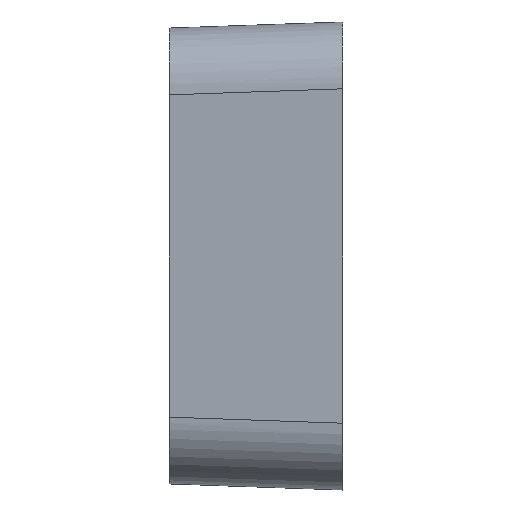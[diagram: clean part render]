
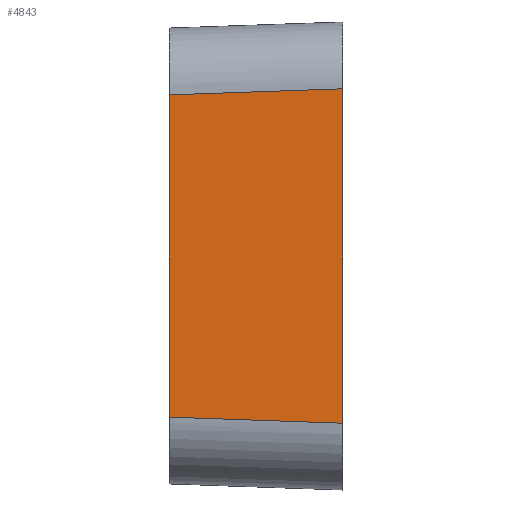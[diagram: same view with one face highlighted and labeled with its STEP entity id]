
A CAD part, left-side view. The second image highlights one B-rep face of the part: STEP entity #4843.
In plain terms, the highlighted planar face has unit normal (-0.999, 0.035, 0).
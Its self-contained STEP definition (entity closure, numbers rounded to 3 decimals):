
#137 = EDGE_CURVE ( 'NONE', #3802, #5693, #14259, .T. ) ;
#430 = EDGE_CURVE ( 'NONE', #5503, #3959, #6015, .T. ) ;
#689 = VECTOR ( 'NONE', #6396, 1000. ) ;
#697 = VECTOR ( 'NONE', #16868, 1000. ) ;
#797 = DIRECTION ( 'NONE',  ( -0.999, 0.035, 0. ) ) ;
#1671 = CARTESIAN_POINT ( 'NONE',  ( -250.04, -130., -125.07 ) ) ;
#2238 = ORIENTED_EDGE ( 'NONE', *, *, #6084, .F. ) ;
#2480 = CARTESIAN_POINT ( 'NONE',  ( -245.5, 0., 170.5 ) ) ;
#3253 = LINE ( 'NONE', #17007, #7702 ) ;
#3482 = CARTESIAN_POINT ( 'NONE',  ( -245.5, 0., 170.5 ) ) ;
#3802 = VERTEX_POINT ( 'NONE', #7698 ) ;
#3959 = VERTEX_POINT ( 'NONE', #10315 ) ;
#4737 = LINE ( 'NONE', #2480, #689 ) ;
#4843 = ADVANCED_FACE ( 'NONE', ( #14667 ), #8878, .T. ) ;
#5503 = VERTEX_POINT ( 'NONE', #8074 ) ;
#5693 = VERTEX_POINT ( 'NONE', #1671 ) ;
#6015 = LINE ( 'NONE', #7466, #697 ) ;
#6084 = EDGE_CURVE ( 'NONE', #5503, #5693, #3253, .T. ) ;
#6396 = DIRECTION ( 'NONE',  ( 0., 0., 1. ) ) ;
#6740 = EDGE_CURVE ( 'NONE', #3802, #3959, #4737, .T. ) ;
#7442 = DIRECTION ( 'NONE',  ( 0., 0., -1. ) ) ;
#7466 = CARTESIAN_POINT ( 'NONE',  ( -245.561, -1.741, 120.591 ) ) ;
#7698 = CARTESIAN_POINT ( 'NONE',  ( -245.5, 0., -120.53 ) ) ;
#7702 = VECTOR ( 'NONE', #7442, 1000. ) ;
#8074 = CARTESIAN_POINT ( 'NONE',  ( -250.04, -130., 125.07 ) ) ;
#8480 = ORIENTED_EDGE ( 'NONE', *, *, #430, .T. ) ;
#8638 = EDGE_LOOP ( 'NONE', ( #2238, #8480, #11563, #10280 ) ) ;
#8651 = DIRECTION ( 'NONE',  ( -0.035, -0.999, -0.035 ) ) ;
#8878 = PLANE ( 'NONE',  #12956 ) ;
#10280 = ORIENTED_EDGE ( 'NONE', *, *, #137, .T. ) ;
#10315 = CARTESIAN_POINT ( 'NONE',  ( -245.5, 0., 120.53 ) ) ;
#11563 = ORIENTED_EDGE ( 'NONE', *, *, #6740, .F. ) ;
#12956 = AXIS2_PLACEMENT_3D ( 'NONE', #3482, #797, #14191 ) ;
#14191 = DIRECTION ( 'NONE',  ( -0.035, -0.999, 0. ) ) ;
#14259 = LINE ( 'NONE', #16556, #15315 ) ;
#14667 = FACE_OUTER_BOUND ( 'NONE', #8638, .T. ) ;
#15315 = VECTOR ( 'NONE', #8651, 1000. ) ;
#16556 = CARTESIAN_POINT ( 'NONE',  ( -245.146, 10.138, -120.176 ) ) ;
#16868 = DIRECTION ( 'NONE',  ( 0.035, 0.999, -0.035 ) ) ;
#17007 = CARTESIAN_POINT ( 'NONE',  ( -250.04, -130., 170.5 ) ) ;
